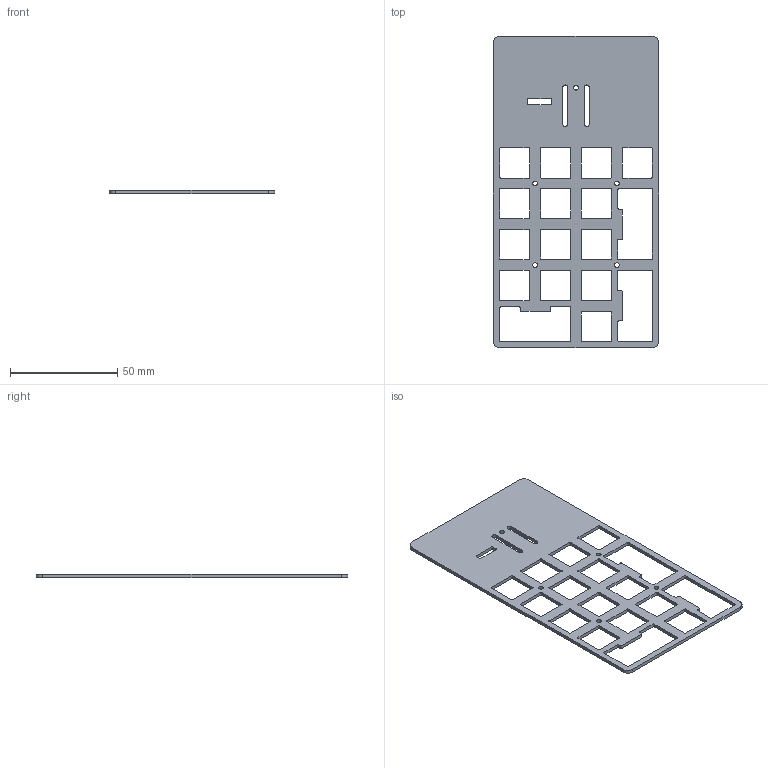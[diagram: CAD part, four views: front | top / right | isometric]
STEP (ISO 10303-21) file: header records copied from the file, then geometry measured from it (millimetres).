
FILE_DESCRIPTION(('KiCad electronic assembly'),'2;1');
FILE_NAME('Calciumor_SwitchCover.step','2024-04-14T23:59:44',('Pcbnew'), ('Kicad'),'Open CASCADE STEP processor 7.7','KiCad to STEP converter', 'Unknown');
FILE_SCHEMA(('AUTOMOTIVE_DESIGN { 1 0 10303 214 1 1 1 1 }'));
Length unit declared in the file: millimetre
Products named in the file (2): Calciumor_SwitchCover 1; Calciumor_SwitchCover_PCB
Assembly tree (1 placements, depth 2):
  Calciumor_SwitchCover 1
    Calciumor_SwitchCover_PCB
Bounding box: 77 x 145 x 1.6 mm (x, y, z)
Volume: 10836.9 mm3; surface area: 16206.8 mm2
Topology: 1 solids, 1 shells, 191 faces, 567 edges, 378 vertices
Faces by surface type: cylinder 97, plane 94
Full cylindrical faces by diameter (mm): 2.2 x5
Entity records: 6592 total; most frequent: DIRECTION 1147, CARTESIAN_POINT 1138, ORIENTED_EDGE 1134, EDGE_CURVE 567, AXIS2_PLACEMENT_3D 387, VERTEX_POINT 378, LINE 373, VECTOR 373
